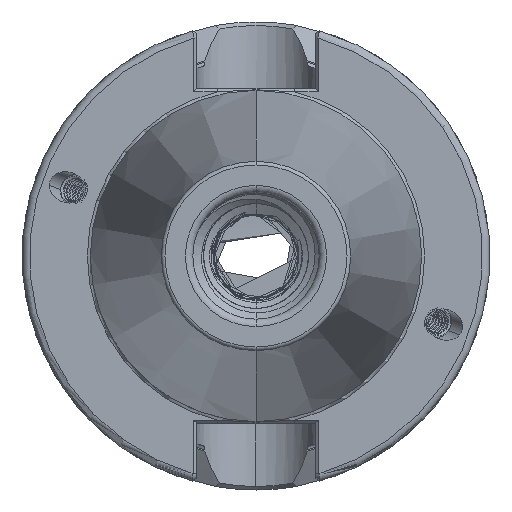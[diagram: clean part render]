
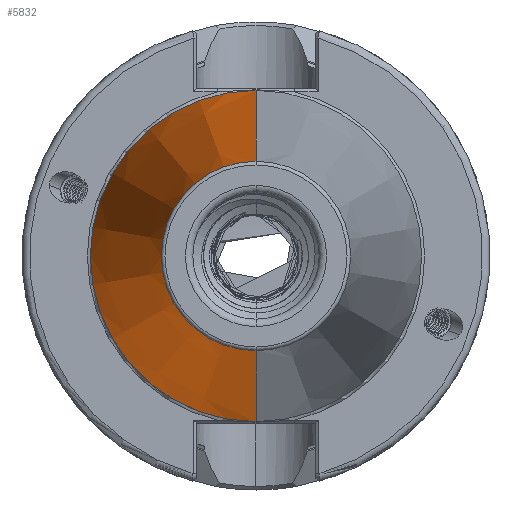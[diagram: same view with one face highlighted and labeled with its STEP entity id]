
A CAD part, left-side view. The second image highlights one B-rep face of the part: STEP entity #5832.
In plain terms, the highlighted conical face has half-angle 8.297 degrees and reference radius 22.298 mm.
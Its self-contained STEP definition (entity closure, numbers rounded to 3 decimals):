
#289 = EDGE_CURVE ( 'NONE', #8870, #8871, #19156, .T. ) ;
#291 = EDGE_CURVE ( 'NONE', #8873, #8871, #5142, .T. ) ;
#292 = EDGE_CURVE ( 'NONE', #8872, #8873, #19157, .T. ) ;
#293 = EDGE_CURVE ( 'NONE', #8872, #8870, #5148, .T. ) ;
#2276 = AXIS2_PLACEMENT_3D ( 'NONE', #5135, #5136, #5137 ) ;
#2283 = AXIS2_PLACEMENT_3D ( 'NONE', #5138, #5145, #5146 ) ;
#2284 = VECTOR ( 'NONE', #5144, 1000. ) ;
#2286 = VECTOR ( 'NONE', #5150, 1000. ) ;
#3376 = EDGE_LOOP ( 'NONE', ( #10882, #10884, #10883, #10885 ) ) ;
#5135 = CARTESIAN_POINT ( 'NONE',  ( -1.5, 0., 0. ) ) ;
#5136 = DIRECTION ( 'NONE',  ( 1., 0., 0. ) ) ;
#5137 = DIRECTION ( 'NONE',  ( 0., 0., -1. ) ) ;
#5138 = CARTESIAN_POINT ( 'NONE',  ( -66.972, 0., 0. ) ) ;
#5142 = LINE ( 'NONE', #5143, #2284 ) ;
#5143 = CARTESIAN_POINT ( 'NONE',  ( -1.5, 0., 22.298 ) ) ;
#5144 = DIRECTION ( 'NONE',  ( 0.99, 0., 0.144 ) ) ;
#5145 = DIRECTION ( 'NONE',  ( 1., 0., 0. ) ) ;
#5146 = DIRECTION ( 'NONE',  ( 0., 0., -1. ) ) ;
#5148 = LINE ( 'NONE', #5149, #2286 ) ;
#5149 = CARTESIAN_POINT ( 'NONE',  ( -1.5, 0., -22.298 ) ) ;
#5150 = DIRECTION ( 'NONE',  ( 0.99, 0., -0.144 ) ) ;
#5832 = ADVANCED_FACE ( 'NONE', ( #8943 ), #19457, .T. ) ;
#8870 = VERTEX_POINT ( 'NONE', #11844 ) ;
#8871 = VERTEX_POINT ( 'NONE', #11845 ) ;
#8872 = VERTEX_POINT ( 'NONE', #11846 ) ;
#8873 = VERTEX_POINT ( 'NONE', #11847 ) ;
#8943 = FACE_OUTER_BOUND ( 'NONE', #3376, .T. ) ;
#8945 = AXIS2_PLACEMENT_3D ( 'NONE', #11705, #11706, #11707 ) ;
#10882 = ORIENTED_EDGE ( 'NONE', *, *, #292, .T. ) ;
#10883 = ORIENTED_EDGE ( 'NONE', *, *, #289, .F. ) ;
#10884 = ORIENTED_EDGE ( 'NONE', *, *, #291, .T. ) ;
#10885 = ORIENTED_EDGE ( 'NONE', *, *, #293, .F. ) ;
#11705 = CARTESIAN_POINT ( 'NONE',  ( -1.5, 0., 0. ) ) ;
#11706 = DIRECTION ( 'NONE',  ( 1., 0., 0. ) ) ;
#11707 = DIRECTION ( 'NONE',  ( 0., 0., -1. ) ) ;
#11844 = CARTESIAN_POINT ( 'NONE',  ( -1.5, 0., -22.298 ) ) ;
#11845 = CARTESIAN_POINT ( 'NONE',  ( -1.5, 0., 22.298 ) ) ;
#11846 = CARTESIAN_POINT ( 'NONE',  ( -66.972, 0., -12.75 ) ) ;
#11847 = CARTESIAN_POINT ( 'NONE',  ( -66.972, 0., 12.75 ) ) ;
#19156 = CIRCLE ( 'NONE', #2276, 22.298 ) ;
#19157 = CIRCLE ( 'NONE', #2283, 12.75 ) ;
#19457 = CONICAL_SURFACE ( 'NONE', #8945, 22.298, 0.145 ) ;
